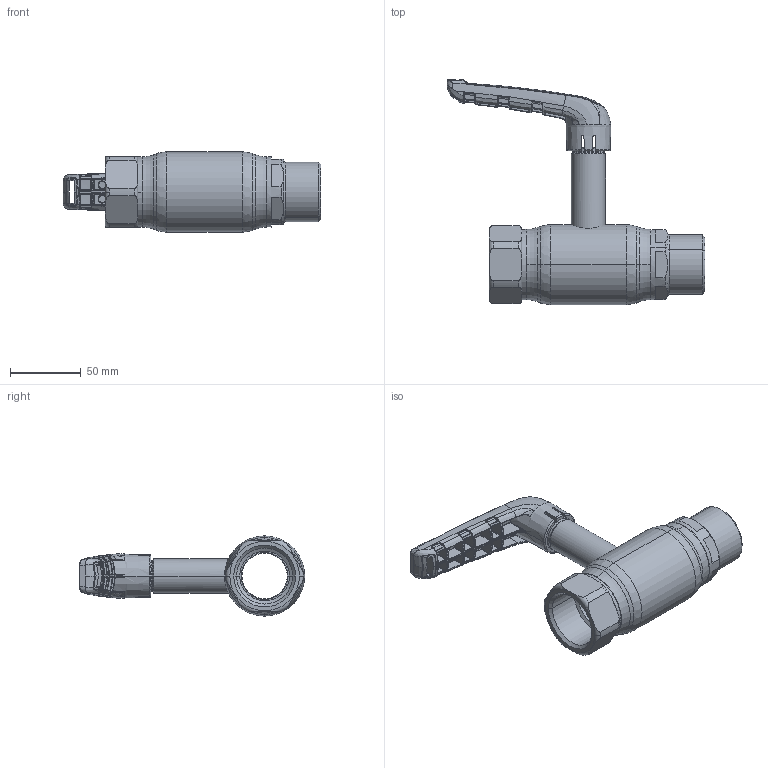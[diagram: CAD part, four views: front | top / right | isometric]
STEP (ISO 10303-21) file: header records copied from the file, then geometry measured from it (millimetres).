
FILE_DESCRIPTION (( 'STEP AP214' ), '1' );
FILE_NAME ('1032002401-xxxx.step', '2019-05-09T10:15:07', ( '' ), ( '' ), 'SwSTEP 2.0', 'SolidWorks 2017', '' );
FILE_SCHEMA (( 'AUTOMOTIVE_DESIGN' ));
Length unit declared in the file: millimetre
Products named in the file (1): 1032002401-xxxx
Bounding box: 181.57 x 158.81 x 56.5 mm (x, y, z)
Surface area: 56146.1 mm2 (no closed solid volume)
Topology: 0 solids, 7 shells, 701 faces, 2241 edges, 1445 vertices
Faces by surface type: bspline 534, plane 63, cylinder 39, torus 28, cone 27, sphere 10
Entity records: 54537 total; most frequent: CARTESIAN_POINT 32255, ORIENTED_EDGE 3662, EDGE_CURVE 2237, DIRECTION 1605, B_SPLINE_CURVE_WITH_KNOTS 1519, VERTEX_POINT 1445, EDGE_LOOP 721, AXIS2_PLACEMENT_3D 721
